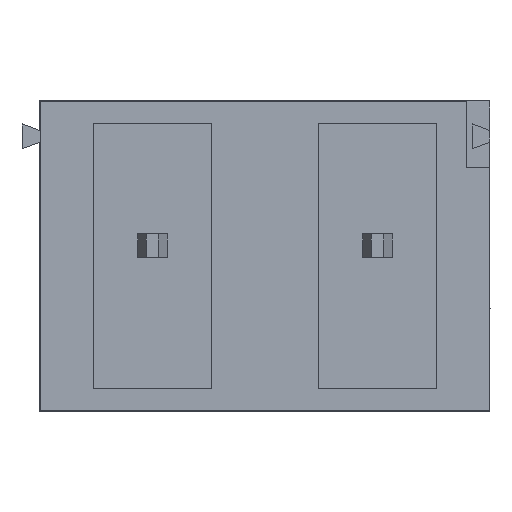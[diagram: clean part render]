
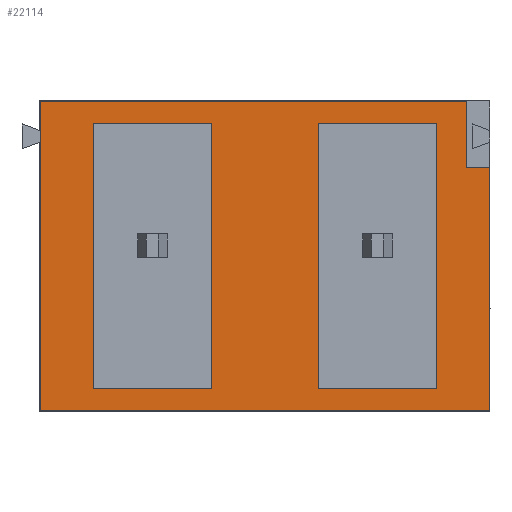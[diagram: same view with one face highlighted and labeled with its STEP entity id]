
A CAD part, front view. The second image highlights one B-rep face of the part: STEP entity #22114.
In plain terms, the highlighted planar face has unit normal (0, -1, 0).
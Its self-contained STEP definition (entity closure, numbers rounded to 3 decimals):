
#95 = DIRECTION ( 'NONE',  ( 0., 0., -1. ) ) ;
#279 = FACE_BOUND ( 'NONE', #10214, .T. ) ;
#751 = VECTOR ( 'NONE', #2764, 1000. ) ;
#806 = LINE ( 'NONE', #12754, #25439 ) ;
#878 = VECTOR ( 'NONE', #95, 1000. ) ;
#1008 = ORIENTED_EDGE ( 'NONE', *, *, #13657, .F. ) ;
#1051 = EDGE_CURVE ( 'NONE', #1480, #21277, #20392, .T. ) ;
#1288 = EDGE_LOOP ( 'NONE', ( #8575, #23160, #23670, #20523, #21802, #4298 ) ) ;
#1480 = VERTEX_POINT ( 'NONE', #23169 ) ;
#1700 = DIRECTION ( 'NONE',  ( 1., 0., 0. ) ) ;
#1904 = LINE ( 'NONE', #11505, #25508 ) ;
#2222 = CARTESIAN_POINT ( 'NONE',  ( 0.01, 0., 10.49 ) ) ;
#2445 = CARTESIAN_POINT ( 'NONE',  ( 9.43, 0., 0.75 ) ) ;
#2764 = DIRECTION ( 'NONE',  ( 0., 0., -1. ) ) ;
#3252 = CARTESIAN_POINT ( 'NONE',  ( 13.43, 0., 0.75 ) ) ;
#3267 = EDGE_CURVE ( 'NONE', #8193, #20922, #21568, .T. ) ;
#3276 = LINE ( 'NONE', #5220, #4262 ) ;
#3683 = VECTOR ( 'NONE', #5541, 1000. ) ;
#3867 = VECTOR ( 'NONE', #11157, 1000. ) ;
#4262 = VECTOR ( 'NONE', #1700, 1000. ) ;
#4298 = ORIENTED_EDGE ( 'NONE', *, *, #3267, .F. ) ;
#4314 = DIRECTION ( 'NONE',  ( 0., -1., 0. ) ) ;
#4426 = VECTOR ( 'NONE', #13709, 1000. ) ;
#4719 = CARTESIAN_POINT ( 'NONE',  ( 15.23, 0., 0.01 ) ) ;
#4809 = FACE_BOUND ( 'NONE', #11025, .T. ) ;
#5220 = CARTESIAN_POINT ( 'NONE',  ( 0.01, 0., 10.49 ) ) ;
#5298 = EDGE_CURVE ( 'NONE', #12169, #8193, #12749, .T. ) ;
#5541 = DIRECTION ( 'NONE',  ( -1., 0., 0. ) ) ;
#5789 = CARTESIAN_POINT ( 'NONE',  ( 14.43, 0., 8.24 ) ) ;
#6309 = ORIENTED_EDGE ( 'NONE', *, *, #21561, .F. ) ;
#7388 = CARTESIAN_POINT ( 'NONE',  ( 15.23, 0., 8.24 ) ) ;
#7475 = LINE ( 'NONE', #15085, #3683 ) ;
#7489 = CARTESIAN_POINT ( 'NONE',  ( 9.43, 0., 9.75 ) ) ;
#7775 = ORIENTED_EDGE ( 'NONE', *, *, #11567, .T. ) ;
#7949 = VECTOR ( 'NONE', #25135, 1000. ) ;
#8193 = VERTEX_POINT ( 'NONE', #20083 ) ;
#8528 = EDGE_CURVE ( 'NONE', #25063, #18241, #1904, .T. ) ;
#8575 = ORIENTED_EDGE ( 'NONE', *, *, #5298, .F. ) ;
#8739 = CARTESIAN_POINT ( 'NONE',  ( 15.23, 0., 8.24 ) ) ;
#9190 = VECTOR ( 'NONE', #14819, 1000. ) ;
#9422 = DIRECTION ( 'NONE',  ( 0., 0., -1. ) ) ;
#9482 = CARTESIAN_POINT ( 'NONE',  ( 0.01, 0., 10.49 ) ) ;
#9486 = DIRECTION ( 'NONE',  ( 0., 0., -1. ) ) ;
#9701 = EDGE_CURVE ( 'NONE', #22570, #15092, #7475, .T. ) ;
#9772 = CARTESIAN_POINT ( 'NONE',  ( 14.43, 0., 10.49 ) ) ;
#9950 = LINE ( 'NONE', #7489, #878 ) ;
#10214 = EDGE_LOOP ( 'NONE', ( #22551, #21418, #16366, #6309 ) ) ;
#10677 = DIRECTION ( 'NONE',  ( 1., 0., 0. ) ) ;
#10748 = CARTESIAN_POINT ( 'NONE',  ( 5.81, 0., 9.75 ) ) ;
#10789 = DIRECTION ( 'NONE',  ( -1., 0., 0. ) ) ;
#11025 = EDGE_LOOP ( 'NONE', ( #14374, #7775, #18237, #1008 ) ) ;
#11157 = DIRECTION ( 'NONE',  ( -1., 0., 0. ) ) ;
#11416 = VERTEX_POINT ( 'NONE', #2222 ) ;
#11495 = CARTESIAN_POINT ( 'NONE',  ( 9.43, 0., 9.75 ) ) ;
#11505 = CARTESIAN_POINT ( 'NONE',  ( 13.43, 0., 9.75 ) ) ;
#11567 = EDGE_CURVE ( 'NONE', #22570, #20965, #12709, .T. ) ;
#11692 = LINE ( 'NONE', #9482, #7949 ) ;
#11699 = CARTESIAN_POINT ( 'NONE',  ( 1.81, 0., 9.75 ) ) ;
#11832 = LINE ( 'NONE', #11699, #19470 ) ;
#12098 = EDGE_CURVE ( 'NONE', #20922, #21277, #21146, .T. ) ;
#12105 = VECTOR ( 'NONE', #10677, 1000. ) ;
#12169 = VERTEX_POINT ( 'NONE', #9772 ) ;
#12211 = CARTESIAN_POINT ( 'NONE',  ( 0., 0., 0. ) ) ;
#12462 = FACE_OUTER_BOUND ( 'NONE', #1288, .T. ) ;
#12709 = LINE ( 'NONE', #10748, #13266 ) ;
#12749 = LINE ( 'NONE', #20624, #751 ) ;
#12754 = CARTESIAN_POINT ( 'NONE',  ( 13.43, 0., 9.75 ) ) ;
#13266 = VECTOR ( 'NONE', #18649, 1000. ) ;
#13657 = EDGE_CURVE ( 'NONE', #15092, #21927, #11832, .T. ) ;
#13709 = DIRECTION ( 'NONE',  ( 1., 0., 0. ) ) ;
#13770 = AXIS2_PLACEMENT_3D ( 'NONE', #12211, #4314, #20228 ) ;
#14374 = ORIENTED_EDGE ( 'NONE', *, *, #9701, .F. ) ;
#14408 = CARTESIAN_POINT ( 'NONE',  ( 5.81, 0., 9.75 ) ) ;
#14566 = VECTOR ( 'NONE', #23473, 1000. ) ;
#14819 = DIRECTION ( 'NONE',  ( 0., 0., -1. ) ) ;
#15085 = CARTESIAN_POINT ( 'NONE',  ( 5.81, 0., 9.75 ) ) ;
#15092 = VERTEX_POINT ( 'NONE', #19452 ) ;
#16366 = ORIENTED_EDGE ( 'NONE', *, *, #18386, .T. ) ;
#18237 = ORIENTED_EDGE ( 'NONE', *, *, #22358, .T. ) ;
#18241 = VERTEX_POINT ( 'NONE', #24890 ) ;
#18386 = EDGE_CURVE ( 'NONE', #18241, #23710, #21105, .T. ) ;
#18649 = DIRECTION ( 'NONE',  ( 0., 0., -1. ) ) ;
#19357 = CARTESIAN_POINT ( 'NONE',  ( 5.81, 0., 0.75 ) ) ;
#19452 = CARTESIAN_POINT ( 'NONE',  ( 1.81, 0., 9.75 ) ) ;
#19470 = VECTOR ( 'NONE', #9486, 1000. ) ;
#19936 = CARTESIAN_POINT ( 'NONE',  ( 5.81, 0., 0.75 ) ) ;
#20083 = CARTESIAN_POINT ( 'NONE',  ( 14.43, 0., 8.24 ) ) ;
#20228 = DIRECTION ( 'NONE',  ( 0., 0., -1. ) ) ;
#20264 = CARTESIAN_POINT ( 'NONE',  ( 0.01, 0., 0.01 ) ) ;
#20392 = LINE ( 'NONE', #20264, #12105 ) ;
#20445 = CARTESIAN_POINT ( 'NONE',  ( 13.43, 0., 9.75 ) ) ;
#20523 = ORIENTED_EDGE ( 'NONE', *, *, #1051, .T. ) ;
#20624 = CARTESIAN_POINT ( 'NONE',  ( 14.43, 0., 10.49 ) ) ;
#20708 = EDGE_CURVE ( 'NONE', #11416, #12169, #3276, .T. ) ;
#20922 = VERTEX_POINT ( 'NONE', #7388 ) ;
#20965 = VERTEX_POINT ( 'NONE', #19936 ) ;
#21105 = LINE ( 'NONE', #3252, #3867 ) ;
#21146 = LINE ( 'NONE', #8739, #9190 ) ;
#21277 = VERTEX_POINT ( 'NONE', #4719 ) ;
#21404 = CARTESIAN_POINT ( 'NONE',  ( 1.81, 0., 0.75 ) ) ;
#21418 = ORIENTED_EDGE ( 'NONE', *, *, #8528, .T. ) ;
#21561 = EDGE_CURVE ( 'NONE', #23894, #23710, #9950, .T. ) ;
#21568 = LINE ( 'NONE', #5789, #4426 ) ;
#21802 = ORIENTED_EDGE ( 'NONE', *, *, #12098, .F. ) ;
#21927 = VERTEX_POINT ( 'NONE', #21404 ) ;
#22020 = PLANE ( 'NONE',  #13770 ) ;
#22114 = ADVANCED_FACE ( 'NONE', ( #12462, #4809, #279 ), #22020, .T. ) ;
#22358 = EDGE_CURVE ( 'NONE', #20965, #21927, #25162, .T. ) ;
#22419 = EDGE_CURVE ( 'NONE', #11416, #1480, #11692, .T. ) ;
#22551 = ORIENTED_EDGE ( 'NONE', *, *, #24794, .F. ) ;
#22570 = VERTEX_POINT ( 'NONE', #14408 ) ;
#23160 = ORIENTED_EDGE ( 'NONE', *, *, #20708, .F. ) ;
#23169 = CARTESIAN_POINT ( 'NONE',  ( 0.01, 0., 0.01 ) ) ;
#23473 = DIRECTION ( 'NONE',  ( -1., 0., 0. ) ) ;
#23670 = ORIENTED_EDGE ( 'NONE', *, *, #22419, .T. ) ;
#23710 = VERTEX_POINT ( 'NONE', #2445 ) ;
#23894 = VERTEX_POINT ( 'NONE', #11495 ) ;
#24794 = EDGE_CURVE ( 'NONE', #25063, #23894, #806, .T. ) ;
#24890 = CARTESIAN_POINT ( 'NONE',  ( 13.43, 0., 0.75 ) ) ;
#25063 = VERTEX_POINT ( 'NONE', #20445 ) ;
#25135 = DIRECTION ( 'NONE',  ( 0., 0., -1. ) ) ;
#25162 = LINE ( 'NONE', #19357, #14566 ) ;
#25439 = VECTOR ( 'NONE', #10789, 1000. ) ;
#25508 = VECTOR ( 'NONE', #9422, 1000. ) ;
